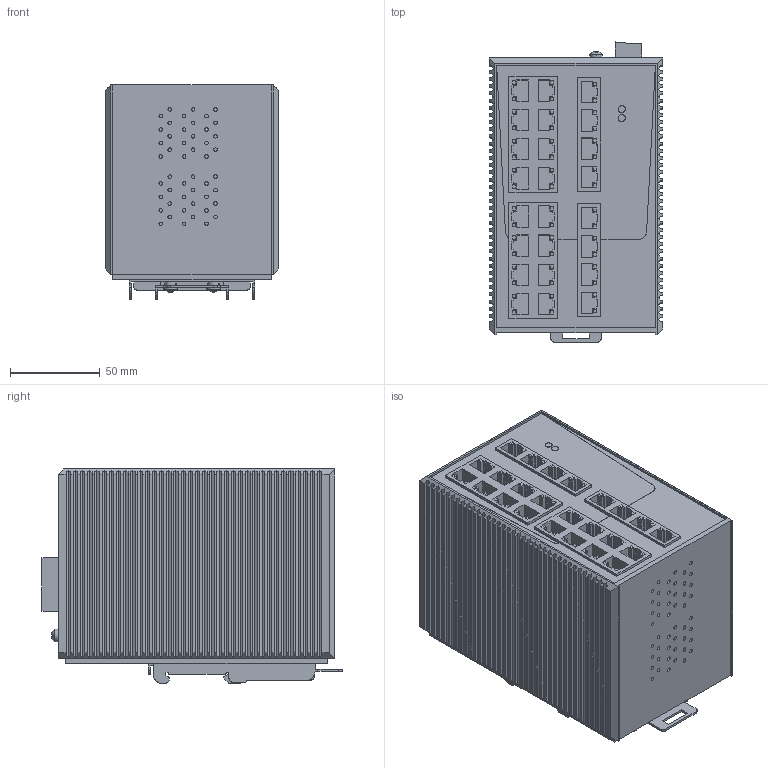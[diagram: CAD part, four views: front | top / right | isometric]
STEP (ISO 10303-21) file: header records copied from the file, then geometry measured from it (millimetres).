
FILE_DESCRIPTION(('CATIA V5 STEP Exchange','CAx-IF Rec.Pracs.--- Model Styling and Organization---1.4--- 2014-01-23'),'2;1');
FILE_NAME ('D1418342_2', '2020-11-24T13:53:41+00:00', ('none'), ('Weidmueller'), 'CATIA Version 5-6 Release 2016 SP3 HF44', 'CATIA V5 STEP AP214', 'none');
FILE_SCHEMA(('AUTOMOTIVE_DESIGN { 1 0 10303 214 1 1 1 1 }'));
Products named in the file (1): S3D_IE_SW_EL24_24TX
Bounding box: 96.4 x 167.15 x 119.95 mm (x, y, z)
Volume: 1538025.7 mm3; surface area: 179755.4 mm2
Topology: 66 solids, 66 shells, 2189 faces, 5455 edges, 3609 vertices
Faces by surface type: plane 1809, cylinder 287, extrusion 83, revolution 8, sphere 2
Entity records: 64685 total; most frequent: CARTESIAN_POINT 13500, ORIENTED_EDGE 10910, DIRECTION 8054, EDGE_CURVE 5455, VECTOR 4398, LINE 4315, VERTEX_POINT 3609, EDGE_LOOP 2418
